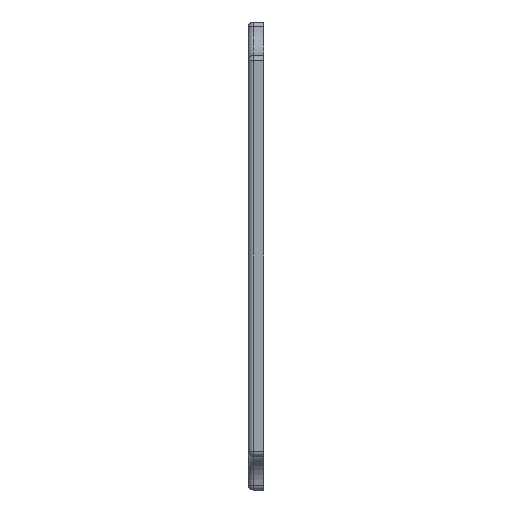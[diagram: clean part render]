
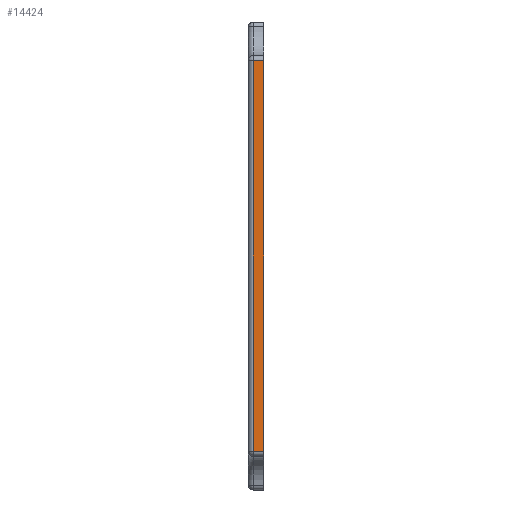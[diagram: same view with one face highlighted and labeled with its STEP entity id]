
A CAD part, left-side view. The second image highlights one B-rep face of the part: STEP entity #14424.
In plain terms, the highlighted planar face has unit normal (-1, 0, 0).
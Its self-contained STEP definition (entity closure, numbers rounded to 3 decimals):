
#2043=PLANE('',#14697);
#2800=FACE_OUTER_BOUND('',#3642,.T.);
#3642=EDGE_LOOP('',(#13521,#13522,#13523,#13524));
#4631=LINE('',#28091,#5619);
#4642=LINE('',#28131,#5630);
#4643=LINE('',#28133,#5631);
#4644=LINE('',#28134,#5632);
#5619=VECTOR('',#16137,1000.);
#5630=VECTOR('',#16172,1000.);
#5631=VECTOR('',#16173,1000.);
#5632=VECTOR('',#16174,1000.);
#7071=VERTEX_POINT('',#28088);
#7072=VERTEX_POINT('',#28090);
#7089=VERTEX_POINT('',#28130);
#7090=VERTEX_POINT('',#28132);
#9219=EDGE_CURVE('',#7071,#7072,#4631,.T.);
#9239=EDGE_CURVE('',#7071,#7089,#4642,.T.);
#9240=EDGE_CURVE('',#7089,#7090,#4643,.T.);
#9241=EDGE_CURVE('',#7090,#7072,#4644,.T.);
#13521=ORIENTED_EDGE('',*,*,#9239,.T.);
#13522=ORIENTED_EDGE('',*,*,#9240,.T.);
#13523=ORIENTED_EDGE('',*,*,#9241,.T.);
#13524=ORIENTED_EDGE('',*,*,#9219,.F.);
#14424=ADVANCED_FACE('',(#2800),#2043,.F.);
#14697=AXIS2_PLACEMENT_3D('',#28129,#16170,#16171);
#16137=DIRECTION('',(0.,0.,-1.));
#16170=DIRECTION('center_axis',(1.,0.,0.));
#16171=DIRECTION('ref_axis',(0.,0.,-1.));
#16172=DIRECTION('',(0.,1.,0.));
#16173=DIRECTION('',(0.,0.,-1.));
#16174=DIRECTION('',(0.,-1.,0.));
#28088=CARTESIAN_POINT('',(-128.64,-30.,37.542));
#28090=CARTESIAN_POINT('',(-128.64,-30.,-37.181));
#28091=CARTESIAN_POINT('',(-128.64,-30.,0.));
#28129=CARTESIAN_POINT('Origin',(-128.64,-30.,0.));
#28130=CARTESIAN_POINT('',(-128.64,-28.,37.542));
#28131=CARTESIAN_POINT('',(-128.64,-27.,37.542));
#28132=CARTESIAN_POINT('',(-128.64,-28.,-37.181));
#28133=CARTESIAN_POINT('',(-128.64,-28.,-37.181));
#28134=CARTESIAN_POINT('',(-128.64,-30.,-37.181));
